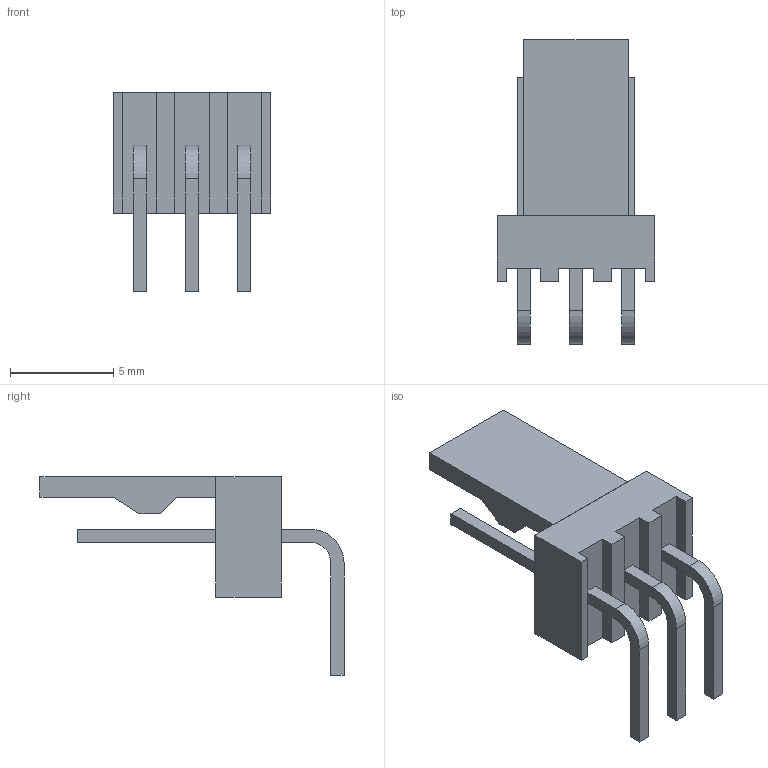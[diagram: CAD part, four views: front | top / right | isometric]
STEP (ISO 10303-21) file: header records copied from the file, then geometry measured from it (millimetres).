
FILE_DESCRIPTION((''),'2;1');
FILE_NAME('MOLEX_22-05-7038.stp','2012-09-19T15:32:32',(''),(''),'Mechanical Desktop 2011','Mechanical Desktop 2011',', , ');
FILE_SCHEMA(('AUTOMOTIVE_DESIGN { 1 2 10303 214 1 1 1 1 }'));
Length unit declared in the file: millimetre
Products named in the file (1): Product
Bounding box: 7.62 x 14.74 x 9.64 mm (x, y, z)
Volume: 192.3 mm3; surface area: 449.1 mm2
Topology: 8 solids, 8 shells, 86 faces, 204 edges, 136 vertices
Faces by surface type: plane 62, bspline 18, cylinder 6
Entity records: 2485 total; most frequent: CARTESIAN_POINT 481, ORIENTED_EDGE 408, DIRECTION 354, EDGE_CURVE 204, VECTOR 192, LINE 192, VERTEX_POINT 136, EDGE_LOOP 88
